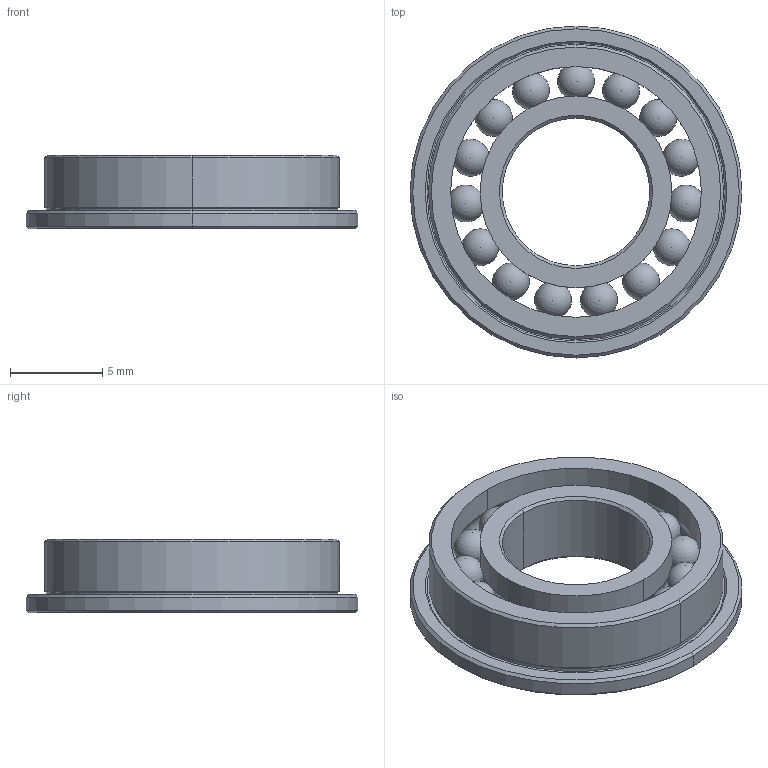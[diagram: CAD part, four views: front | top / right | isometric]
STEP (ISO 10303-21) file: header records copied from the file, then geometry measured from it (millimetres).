
FILE_DESCRIPTION (( 'STEP AP203' ), '1' );
FILE_NAME ('57155K498_Flanged Ball Bearing.STEP', '2022-09-02T14:03:14', ( 'Administrator' ), ( 'Managed by Terraform' ), 'SwSTEP 2.0', 'SolidWorks 2017', '' );
FILE_SCHEMA (( 'CONFIG_CONTROL_DESIGN' ));
Length unit declared in the file: millimetre
Products named in the file (1): 57155K498_Flanged Ball Bearing
Bounding box: 18 x 18 x 4 mm (x, y, z)
Volume: 461.9 mm3; surface area: 1085.9 mm2
Topology: 17 solids, 17 shells, 72 faces, 189 edges, 123 vertices
Faces by surface type: sphere 30, cylinder 16, cone 14, torus 6, plane 6
Entity records: 1743 total; most frequent: DIRECTION 344, CARTESIAN_POINT 265, ORIENTED_EDGE 228, AXIS2_PLACEMENT_3D 157, EDGE_CURVE 114, CIRCLE 84, EDGE_LOOP 78, VERTEX_POINT 78
